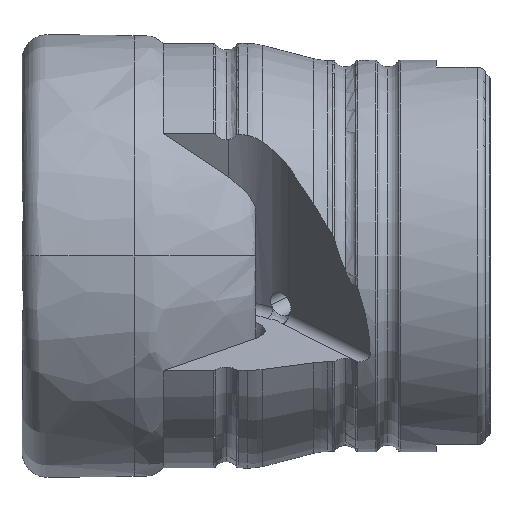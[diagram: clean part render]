
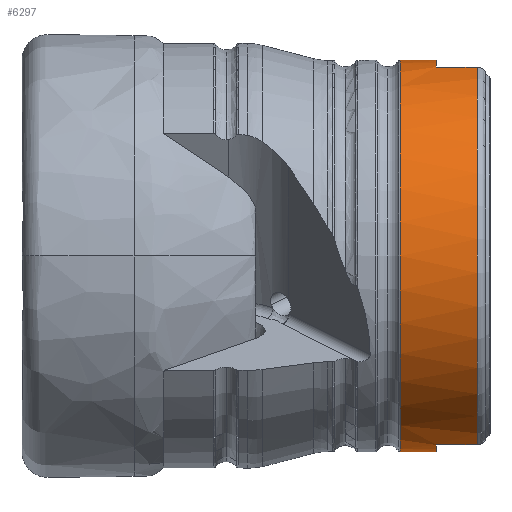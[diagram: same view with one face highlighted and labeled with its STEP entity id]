
A CAD part, front view. The second image highlights one B-rep face of the part: STEP entity #6297.
In plain terms, the highlighted cylindrical face has radius 23 mm (diameter 46 mm), a partial arc.
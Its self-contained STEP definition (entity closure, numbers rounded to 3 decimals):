
#287 = EDGE_LOOP ( 'NONE', ( #6730, #6731, #6732, #6733, #6734, #6735, #6736, #6737 ) ) ;
#1035 = CARTESIAN_POINT ( 'NONE',  ( 52.223, -5.999, 22.204 ) ) ;
#1061 = CARTESIAN_POINT ( 'NONE',  ( 43.185, 0., -23. ) ) ;
#1073 = CARTESIAN_POINT ( 'NONE',  ( 47.423, -5.999, -22.204 ) ) ;
#1097 = CARTESIAN_POINT ( 'NONE',  ( 52.223, -5.999, -22.204 ) ) ;
#1099 = CARTESIAN_POINT ( 'NONE',  ( 47.423, -5.999, 22.204 ) ) ;
#1199 = CARTESIAN_POINT ( 'NONE',  ( 47.423, 0., 23. ) ) ;
#1209 = CARTESIAN_POINT ( 'NONE',  ( 47.423, 0., -23. ) ) ;
#1212 = CARTESIAN_POINT ( 'NONE',  ( 43.185, 0., 23. ) ) ;
#1315 = CARTESIAN_POINT ( 'NONE',  ( 0., -5.999, -22.204 ) ) ;
#1320 = CARTESIAN_POINT ( 'NONE',  ( 47.423, 0., 0. ) ) ;
#1321 = DIRECTION ( 'NONE',  ( -1., 0., 0. ) ) ;
#1322 = DIRECTION ( 'NONE',  ( 0., 0., 1. ) ) ;
#1330 = CARTESIAN_POINT ( 'NONE',  ( 52.223, 0., 0. ) ) ;
#1331 = DIRECTION ( 'NONE',  ( -1., 0., 0. ) ) ;
#1332 = DIRECTION ( 'NONE',  ( 0., 0., 1. ) ) ;
#1333 = DIRECTION ( 'NONE',  ( 1., 0., 0. ) ) ;
#1338 = CARTESIAN_POINT ( 'NONE',  ( 0., -5.999, 22.204 ) ) ;
#1346 = DIRECTION ( 'NONE',  ( -1., 0., 0. ) ) ;
#1482 = CARTESIAN_POINT ( 'NONE',  ( 43.185, 0., 0. ) ) ;
#1483 = DIRECTION ( 'NONE',  ( -1., 0., 0. ) ) ;
#1484 = DIRECTION ( 'NONE',  ( 0., 0., 1. ) ) ;
#1487 = CARTESIAN_POINT ( 'NONE',  ( 47.423, 0., 0. ) ) ;
#1488 = DIRECTION ( 'NONE',  ( -1., 0., 0. ) ) ;
#1489 = DIRECTION ( 'NONE',  ( 0., 0., 1. ) ) ;
#1819 = EDGE_CURVE ( 'NONE', #3958, #3971, #7239, .T. ) ;
#1821 = EDGE_CURVE ( 'NONE', #3968, #3820, #7241, .T. ) ;
#1959 = EDGE_CURVE ( 'NONE', #3968, #3832, #3306, .T. ) ;
#1961 = EDGE_CURVE ( 'NONE', #3856, #3793, #3310, .T. ) ;
#1963 = EDGE_CURVE ( 'NONE', #3832, #3856, #3308, .T. ) ;
#1965 = EDGE_CURVE ( 'NONE', #3793, #3858, #3312, .T. ) ;
#1998 = EDGE_CURVE ( 'NONE', #3820, #3971, #3336, .T. ) ;
#2000 = EDGE_CURVE ( 'NONE', #3858, #3958, #3338, .T. ) ;
#3113 = DIRECTION ( 'NONE',  ( -1., 0., 0. ) ) ;
#3122 = CARTESIAN_POINT ( 'NONE',  ( 0., 0., -23. ) ) ;
#3148 = CARTESIAN_POINT ( 'NONE',  ( 0., 0., 23. ) ) ;
#3150 = DIRECTION ( 'NONE',  ( -1., 0., 0. ) ) ;
#3306 = CIRCLE ( 'NONE', #6426, 23. ) ;
#3308 = LINE ( 'NONE', #1315, #3313 ) ;
#3310 = CIRCLE ( 'NONE', #6427, 23. ) ;
#3312 = LINE ( 'NONE', #1338, #3314 ) ;
#3313 = VECTOR ( 'NONE', #1333, 1000. ) ;
#3314 = VECTOR ( 'NONE', #1346, 1000. ) ;
#3336 = CIRCLE ( 'NONE', #6437, 23. ) ;
#3338 = CIRCLE ( 'NONE', #6438, 23. ) ;
#3697 = FACE_OUTER_BOUND ( 'NONE', #287, .T. ) ;
#3712 = CYLINDRICAL_SURFACE ( 'NONE', #6615, 23. ) ;
#3793 = VERTEX_POINT ( 'NONE', #1035 ) ;
#3820 = VERTEX_POINT ( 'NONE', #1061 ) ;
#3832 = VERTEX_POINT ( 'NONE', #1073 ) ;
#3856 = VERTEX_POINT ( 'NONE', #1097 ) ;
#3858 = VERTEX_POINT ( 'NONE', #1099 ) ;
#3958 = VERTEX_POINT ( 'NONE', #1199 ) ;
#3968 = VERTEX_POINT ( 'NONE', #1209 ) ;
#3971 = VERTEX_POINT ( 'NONE', #1212 ) ;
#4719 = DIRECTION ( 'NONE',  ( -1., 0., 0. ) ) ;
#4721 = DIRECTION ( 'NONE',  ( 0., 0., 1. ) ) ;
#4723 = CARTESIAN_POINT ( 'NONE',  ( 0., 0., 0. ) ) ;
#6297 = ADVANCED_FACE ( 'NONE', ( #3697 ), #3712, .T. ) ;
#6426 = AXIS2_PLACEMENT_3D ( 'NONE', #1320, #1321, #1322 ) ;
#6427 = AXIS2_PLACEMENT_3D ( 'NONE', #1330, #1331, #1332 ) ;
#6437 = AXIS2_PLACEMENT_3D ( 'NONE', #1482, #1483, #1484 ) ;
#6438 = AXIS2_PLACEMENT_3D ( 'NONE', #1487, #1488, #1489 ) ;
#6615 = AXIS2_PLACEMENT_3D ( 'NONE', #4723, #4719, #4721 ) ;
#6730 = ORIENTED_EDGE ( 'NONE', *, *, #1821, .F. ) ;
#6731 = ORIENTED_EDGE ( 'NONE', *, *, #1959, .T. ) ;
#6732 = ORIENTED_EDGE ( 'NONE', *, *, #1963, .T. ) ;
#6733 = ORIENTED_EDGE ( 'NONE', *, *, #1961, .T. ) ;
#6734 = ORIENTED_EDGE ( 'NONE', *, *, #1965, .T. ) ;
#6735 = ORIENTED_EDGE ( 'NONE', *, *, #2000, .T. ) ;
#6736 = ORIENTED_EDGE ( 'NONE', *, *, #1819, .T. ) ;
#6737 = ORIENTED_EDGE ( 'NONE', *, *, #1998, .F. ) ;
#7239 = LINE ( 'NONE', #3148, #7242 ) ;
#7241 = LINE ( 'NONE', #3122, #7245 ) ;
#7242 = VECTOR ( 'NONE', #3150, 1000. ) ;
#7245 = VECTOR ( 'NONE', #3113, 1000. ) ;
